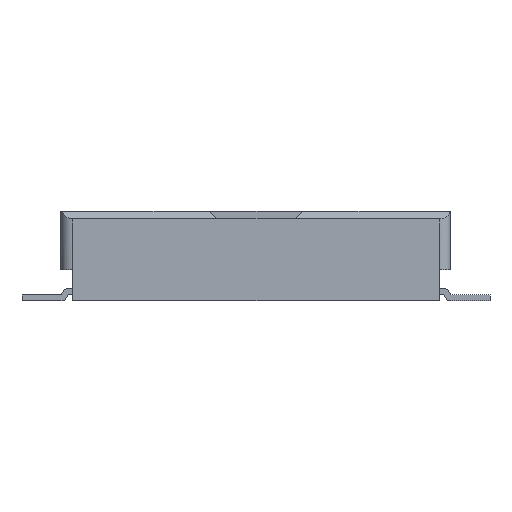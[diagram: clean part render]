
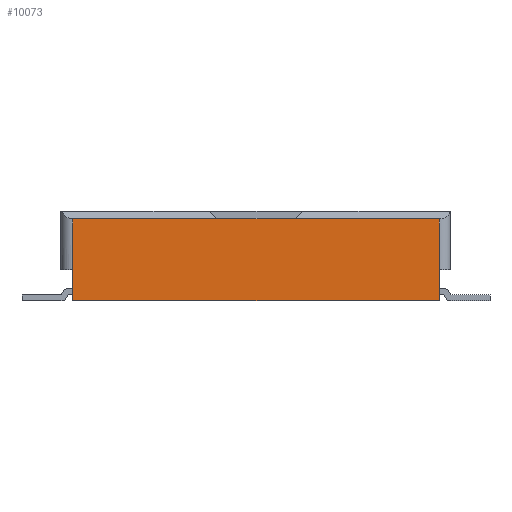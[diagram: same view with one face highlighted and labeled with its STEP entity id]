
A CAD part, left-side view. The second image highlights one B-rep face of the part: STEP entity #10073.
In plain terms, the highlighted planar face has unit normal (-1, 0, 0).
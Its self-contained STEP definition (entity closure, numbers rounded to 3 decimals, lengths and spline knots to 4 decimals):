
#167 = VERTEX_POINT('',#168);
#168 = CARTESIAN_POINT('',(-5.55,-2.35,0.4));
#1726 = EDGE_CURVE('',#167,#1727,#1729,.T.);
#1727 = VERTEX_POINT('',#1728);
#1728 = CARTESIAN_POINT('',(-5.55,-2.35,1.05));
#1729 = LINE('',#1730,#1731);
#1730 = CARTESIAN_POINT('',(-5.55,-2.35,0.));
#1731 = VECTOR('',#1732,1.);
#1732 = DIRECTION('',(0.,0.,1.));
#1750 = VERTEX_POINT('',#1751);
#1751 = CARTESIAN_POINT('',(-5.55,-2.35,0.));
#1766 = EDGE_CURVE('',#167,#1750,#1767,.T.);
#1767 = LINE('',#1768,#1769);
#1768 = CARTESIAN_POINT('',(-5.55,-2.35,0.4));
#1769 = VECTOR('',#1770,1.);
#1770 = DIRECTION('',(0.,0.,-1.));
#2440 = VERTEX_POINT('',#2441);
#2441 = CARTESIAN_POINT('',(-5.55,-0.501,1.05));
#2449 = EDGE_CURVE('',#2440,#1727,#2450,.T.);
#2450 = LINE('',#2451,#2452);
#2451 = CARTESIAN_POINT('',(-5.55,2.5,1.05));
#2452 = VECTOR('',#2453,1.);
#2453 = DIRECTION('',(0.,-1.,0.));
#10073 = ADVANCED_FACE('',(#10074),#10117,.F.);
#10074 = FACE_BOUND('',#10075,.F.);
#10075 = EDGE_LOOP('',(#10076,#10086,#10092,#10093,#10094,#10095,#10103,
#10111));
#10076 = ORIENTED_EDGE('',*,*,#10077,.T.);
#10077 = EDGE_CURVE('',#10078,#10080,#10082,.T.);
#10078 = VERTEX_POINT('',#10079);
#10079 = CARTESIAN_POINT('',(-5.55,2.35,1.05));
#10080 = VERTEX_POINT('',#10081);
#10081 = CARTESIAN_POINT('',(-5.55,0.501,1.05));
#10082 = LINE('',#10083,#10084);
#10083 = CARTESIAN_POINT('',(-5.55,2.5,1.05));
#10084 = VECTOR('',#10085,1.);
#10085 = DIRECTION('',(0.,-1.,0.));
#10086 = ORIENTED_EDGE('',*,*,#10087,.T.);
#10087 = EDGE_CURVE('',#10080,#2440,#10088,.T.);
#10088 = LINE('',#10089,#10090);
#10089 = CARTESIAN_POINT('',(-5.55,2.5,1.05));
#10090 = VECTOR('',#10091,1.);
#10091 = DIRECTION('',(0.,-1.,0.));
#10092 = ORIENTED_EDGE('',*,*,#2449,.T.);
#10093 = ORIENTED_EDGE('',*,*,#1726,.F.);
#10094 = ORIENTED_EDGE('',*,*,#1766,.T.);
#10095 = ORIENTED_EDGE('',*,*,#10096,.F.);
#10096 = EDGE_CURVE('',#10097,#1750,#10099,.T.);
#10097 = VERTEX_POINT('',#10098);
#10098 = CARTESIAN_POINT('',(-5.55,2.35,0.));
#10099 = LINE('',#10100,#10101);
#10100 = CARTESIAN_POINT('',(-5.55,2.5,0.));
#10101 = VECTOR('',#10102,1.);
#10102 = DIRECTION('',(0.,-1.,0.));
#10103 = ORIENTED_EDGE('',*,*,#10104,.F.);
#10104 = EDGE_CURVE('',#10105,#10097,#10107,.T.);
#10105 = VERTEX_POINT('',#10106);
#10106 = CARTESIAN_POINT('',(-5.55,2.35,0.4));
#10107 = LINE('',#10108,#10109);
#10108 = CARTESIAN_POINT('',(-5.55,2.35,0.4));
#10109 = VECTOR('',#10110,1.);
#10110 = DIRECTION('',(-0.,0.,-1.));
#10111 = ORIENTED_EDGE('',*,*,#10112,.T.);
#10112 = EDGE_CURVE('',#10105,#10078,#10113,.T.);
#10113 = LINE('',#10114,#10115);
#10114 = CARTESIAN_POINT('',(-5.55,2.35,0.));
#10115 = VECTOR('',#10116,1.);
#10116 = DIRECTION('',(0.,0.,1.));
#10117 = PLANE('',#10118);
#10118 = AXIS2_PLACEMENT_3D('',#10119,#10120,#10121);
#10119 = CARTESIAN_POINT('',(-5.55,2.5,0.));
#10120 = DIRECTION('',(1.,0.,0.));
#10121 = DIRECTION('',(0.,-1.,0.));
